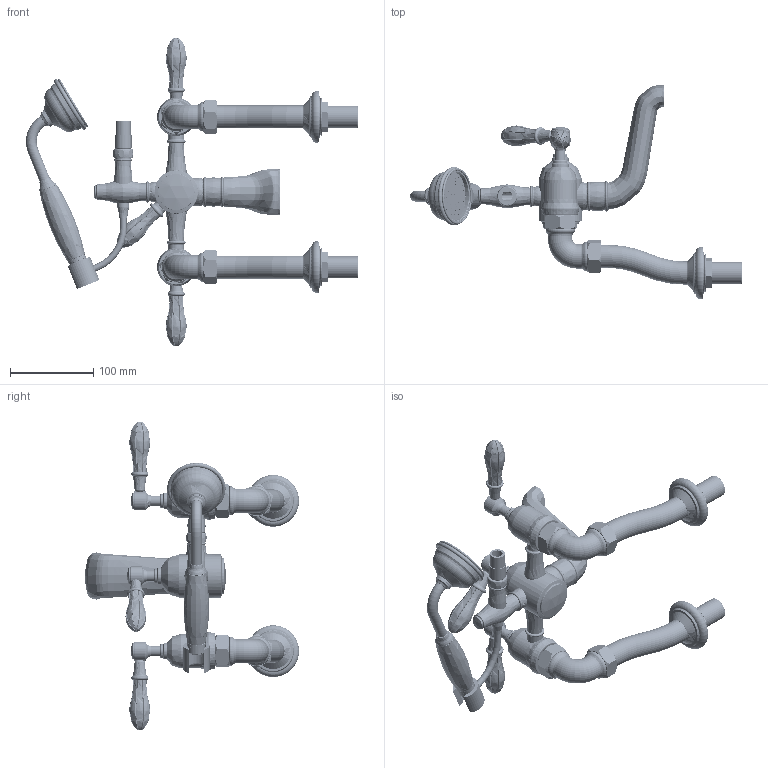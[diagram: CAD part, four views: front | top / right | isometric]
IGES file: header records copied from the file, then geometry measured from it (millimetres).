
Global section: file name: No Iges File Name specified; native system: Autodesk Inventor 2010; preprocessor: AutoDesk Inventor Iges Exporter R2010; author: adaniels; date: 20101210.131631; units: millimetre
Bounding box: 397.67 x 256.3 x 370 mm (x, y, z)
Volume: 914863.1 mm3; surface area: 421303.4 mm2
Topology: 101 solids, 101 shells, 4166 faces, 10642 edges, 6691 vertices
Faces by surface type: plane 1429, revolution 804, bspline 779, cylinder 687, torus 303, cone 156, sphere 8
